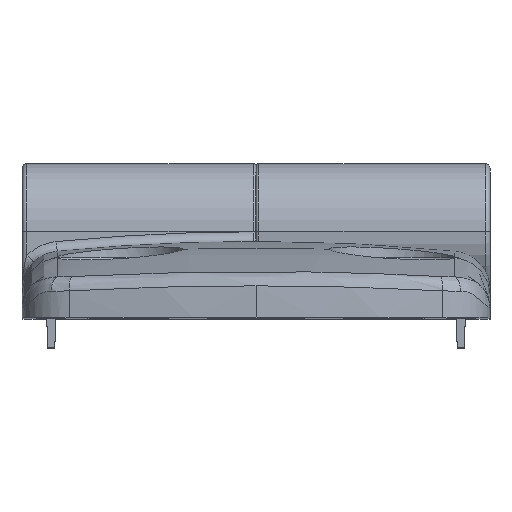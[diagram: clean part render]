
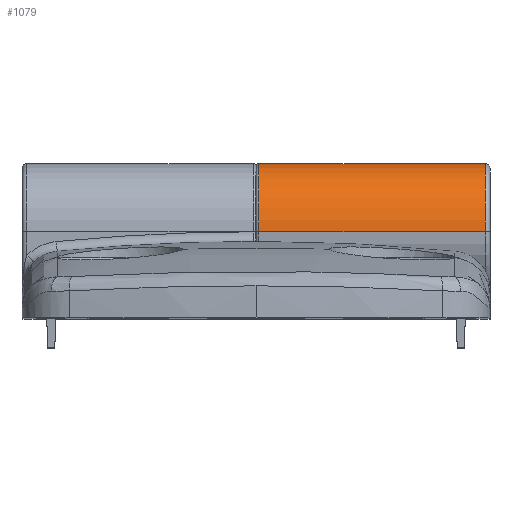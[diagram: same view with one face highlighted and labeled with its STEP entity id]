
A CAD part, top view. The second image highlights one B-rep face of the part: STEP entity #1079.
In plain terms, the highlighted cylindrical face has radius 7 mm (diameter 14 mm), a partial arc.
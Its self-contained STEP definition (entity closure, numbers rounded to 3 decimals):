
#350 = EDGE_CURVE ( 'NONE', #6284, #7422, #868, .T. ) ;
#377 = CARTESIAN_POINT ( 'NONE',  ( 23.5, 8.9, -7. ) ) ;
#433 = ORIENTED_EDGE ( 'NONE', *, *, #350, .T. ) ;
#585 = DIRECTION ( 'NONE',  ( -1., 0., 0. ) ) ;
#823 = EDGE_CURVE ( 'NONE', #3403, #8177, #1818, .T. ) ;
#868 = CIRCLE ( 'NONE', #5628, 7. ) ;
#1079 = ADVANCED_FACE ( 'NONE', ( #1892 ), #3843, .T. ) ;
#1547 = ORIENTED_EDGE ( 'NONE', *, *, #823, .T. ) ;
#1583 = LINE ( 'NONE', #1697, #5273 ) ;
#1697 = CARTESIAN_POINT ( 'NONE',  ( 24., 8.9, -7. ) ) ;
#1818 = CIRCLE ( 'NONE', #8046, 7. ) ;
#1892 = FACE_OUTER_BOUND ( 'NONE', #3871, .T. ) ;
#2003 = DIRECTION ( 'NONE',  ( 0., 0., 1. ) ) ;
#2093 = CARTESIAN_POINT ( 'NONE',  ( 23.5, 8.9, 0. ) ) ;
#2300 = DIRECTION ( 'NONE',  ( -1., 0., 0. ) ) ;
#2596 = CARTESIAN_POINT ( 'NONE',  ( 24., 8.9, 7. ) ) ;
#2670 = VECTOR ( 'NONE', #585, 1000. ) ;
#2729 = CARTESIAN_POINT ( 'NONE',  ( 0.3, 8.9, 0. ) ) ;
#2751 = DIRECTION ( 'NONE',  ( 0., 0., 1. ) ) ;
#2785 = AXIS2_PLACEMENT_3D ( 'NONE', #5972, #6103, #2751 ) ;
#2988 = CARTESIAN_POINT ( 'NONE',  ( 23.5, 8.9, 7. ) ) ;
#3403 = VERTEX_POINT ( 'NONE', #4588 ) ;
#3473 = ORIENTED_EDGE ( 'NONE', *, *, #5041, .F. ) ;
#3843 = CYLINDRICAL_SURFACE ( 'NONE', #2785, 7. ) ;
#3871 = EDGE_LOOP ( 'NONE', ( #3473, #433, #4767, #1547 ) ) ;
#4588 = CARTESIAN_POINT ( 'NONE',  ( 0.3, 8.9, -7. ) ) ;
#4767 = ORIENTED_EDGE ( 'NONE', *, *, #6493, .T. ) ;
#5041 = EDGE_CURVE ( 'NONE', #6284, #8177, #5080, .T. ) ;
#5080 = LINE ( 'NONE', #2596, #2670 ) ;
#5159 = DIRECTION ( 'NONE',  ( -1., 0., 0. ) ) ;
#5273 = VECTOR ( 'NONE', #2300, 1000. ) ;
#5628 = AXIS2_PLACEMENT_3D ( 'NONE', #2093, #5159, #2003 ) ;
#5951 = DIRECTION ( 'NONE',  ( 1., 0., 0. ) ) ;
#5972 = CARTESIAN_POINT ( 'NONE',  ( 24., 8.9, 0. ) ) ;
#6103 = DIRECTION ( 'NONE',  ( -1., 0., 0. ) ) ;
#6284 = VERTEX_POINT ( 'NONE', #2988 ) ;
#6493 = EDGE_CURVE ( 'NONE', #7422, #3403, #1583, .T. ) ;
#7422 = VERTEX_POINT ( 'NONE', #377 ) ;
#7461 = CARTESIAN_POINT ( 'NONE',  ( 0.3, 8.9, 7. ) ) ;
#7795 = DIRECTION ( 'NONE',  ( 0., 0., 1. ) ) ;
#8046 = AXIS2_PLACEMENT_3D ( 'NONE', #2729, #5951, #7795 ) ;
#8177 = VERTEX_POINT ( 'NONE', #7461 ) ;
